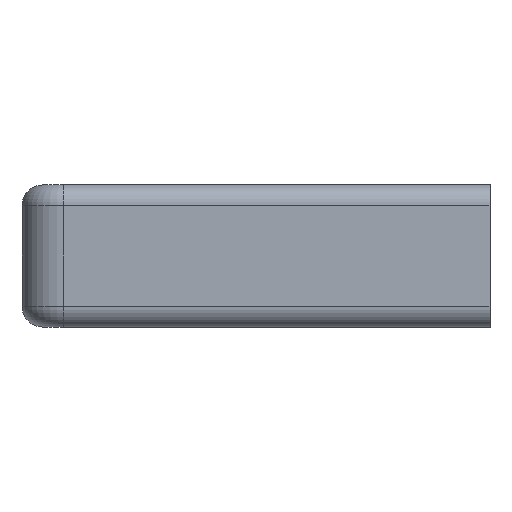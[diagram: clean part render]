
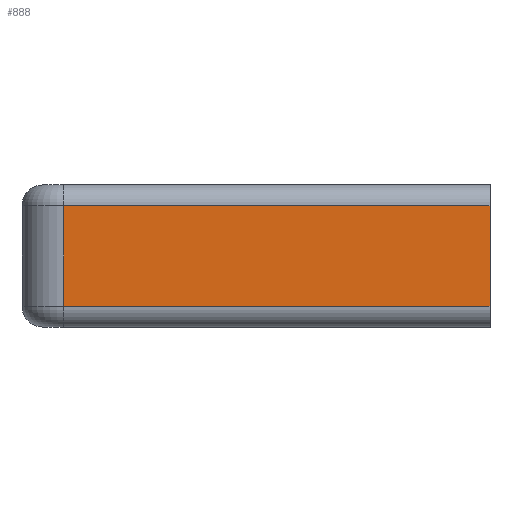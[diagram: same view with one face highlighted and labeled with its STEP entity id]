
A CAD part, left-side view. The second image highlights one B-rep face of the part: STEP entity #888.
In plain terms, the highlighted planar face has unit normal (-1, 0, 0).
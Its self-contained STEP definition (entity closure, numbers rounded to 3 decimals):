
#106 = VERTEX_POINT ( 'NONE', #347 ) ;
#116 = LINE ( 'NONE', #476, #234 ) ;
#130 = DIRECTION ( 'NONE',  ( 0., 1., 0. ) ) ;
#136 = LINE ( 'NONE', #681, #504 ) ;
#159 = EDGE_CURVE ( 'NONE', #1100, #858, #880, .T. ) ;
#190 = CARTESIAN_POINT ( 'NONE',  ( -95., -2.5, 3. ) ) ;
#197 = PLANE ( 'NONE',  #792 ) ;
#215 = EDGE_CURVE ( 'NONE', #106, #858, #136, .T. ) ;
#234 = VECTOR ( 'NONE', #729, 1000. ) ;
#236 = ORIENTED_EDGE ( 'NONE', *, *, #215, .F. ) ;
#278 = ORIENTED_EDGE ( 'NONE', *, *, #159, .T. ) ;
#315 = CARTESIAN_POINT ( 'NONE',  ( -95., -2.5, 3. ) ) ;
#333 = CARTESIAN_POINT ( 'NONE',  ( -95., -28., -3. ) ) ;
#347 = CARTESIAN_POINT ( 'NONE',  ( -95., -28., 3. ) ) ;
#374 = EDGE_LOOP ( 'NONE', ( #820, #278, #236, #465 ) ) ;
#465 = ORIENTED_EDGE ( 'NONE', *, *, #1029, .T. ) ;
#476 = CARTESIAN_POINT ( 'NONE',  ( -95., -2.5, 4.25 ) ) ;
#504 = VECTOR ( 'NONE', #771, 1000. ) ;
#573 = LINE ( 'NONE', #315, #867 ) ;
#651 = FACE_OUTER_BOUND ( 'NONE', #374, .T. ) ;
#681 = CARTESIAN_POINT ( 'NONE',  ( -95., -28., 4.25 ) ) ;
#729 = DIRECTION ( 'NONE',  ( 0., 0., -1. ) ) ;
#771 = DIRECTION ( 'NONE',  ( 0., 0., -1. ) ) ;
#792 = AXIS2_PLACEMENT_3D ( 'NONE', #834, #905, #1098 ) ;
#820 = ORIENTED_EDGE ( 'NONE', *, *, #994, .T. ) ;
#834 = CARTESIAN_POINT ( 'NONE',  ( -95., -28., 4.25 ) ) ;
#839 = CARTESIAN_POINT ( 'NONE',  ( -95., -2.5, -3. ) ) ;
#858 = VERTEX_POINT ( 'NONE', #910 ) ;
#865 = DIRECTION ( 'NONE',  ( 0., -1., 0. ) ) ;
#867 = VECTOR ( 'NONE', #130, 1000. ) ;
#880 = LINE ( 'NONE', #333, #1121 ) ;
#888 = ADVANCED_FACE ( 'NONE', ( #651 ), #197, .T. ) ;
#899 = VERTEX_POINT ( 'NONE', #190 ) ;
#905 = DIRECTION ( 'NONE',  ( -1., 0., 0. ) ) ;
#910 = CARTESIAN_POINT ( 'NONE',  ( -95., -28., -3. ) ) ;
#994 = EDGE_CURVE ( 'NONE', #899, #1100, #116, .T. ) ;
#1029 = EDGE_CURVE ( 'NONE', #106, #899, #573, .T. ) ;
#1098 = DIRECTION ( 'NONE',  ( 0., 0., 1. ) ) ;
#1100 = VERTEX_POINT ( 'NONE', #839 ) ;
#1121 = VECTOR ( 'NONE', #865, 1000. ) ;
